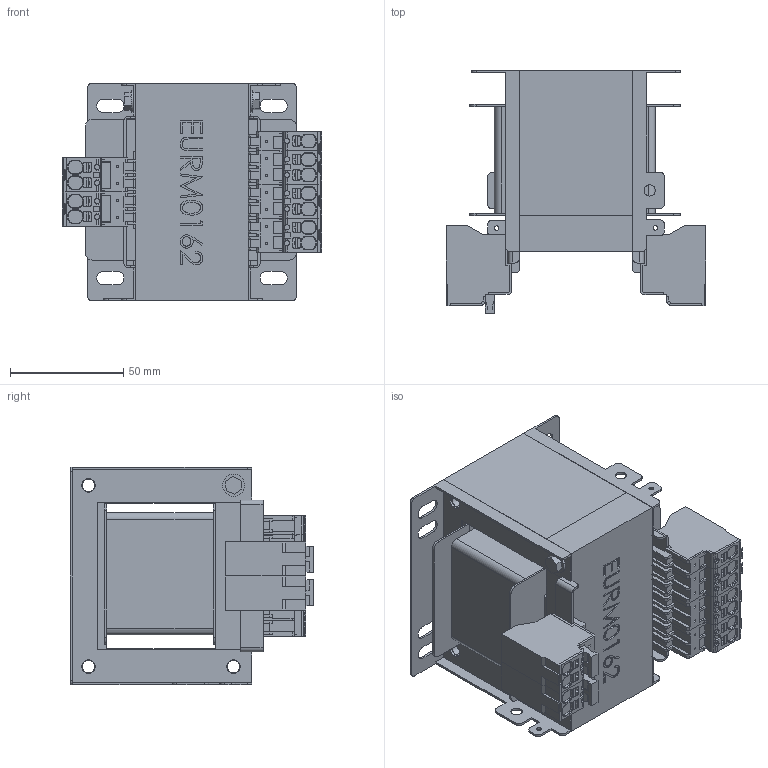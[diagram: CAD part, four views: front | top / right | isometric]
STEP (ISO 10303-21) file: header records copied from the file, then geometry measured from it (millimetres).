
FILE_DESCRIPTION (( 'STEP AP203' ), '1' );
FILE_NAME ('EURM0162.STEP', '2024-07-08T11:54:14', ( 'Utilisateur Windows' ), ( '' ), 'SwSTEP 2.0', 'SolidWorks 2023', '' );
FILE_SCHEMA (( 'CONFIG_CONTROL_DESIGN' ));
Length unit declared in the file: millimetre
Products named in the file (12): Vis tete hexa M4; Cadre pour borne wago 80x96; Conta clip PTKS 4-2 Couvercle; Tôle monophasée 80 x 96 - I - 50; Tôle monophasée 80 x 96 - E - 50; EURM0162; Carcasse mono Ref 205; Rondelle M4; Conta clip PTKS 4-2; Conta clip PTKS 4-3 Couvercle; Conta clip PTKS Cavalier; Conta clip PTKS 4-1
Assembly tree (22 placements, depth 2):
  EURM0162
    Cadre pour borne wago 80x96  x2
    Carcasse mono Ref 205
    Conta clip PTKS Cavalier  x2
    Conta clip PTKS 4-2  x5
    Conta clip PTKS 4-1
    Conta clip PTKS 4-2 Couvercle  x4
    Vis tete hexa M4  x2
    Rondelle M4  x2
    Tôle monophasée 80 x 96 - I - 50
    Tôle monophasée 80 x 96 - E - 50
    Conta clip PTKS 4-3 Couvercle
Bounding box: 114.6 x 107.3 x 96 mm (x, y, z)
Volume: 484261.2 mm3; surface area: 167116.1 mm2
Topology: 22 solids, 22 shells, 2936 faces, 8249 edges, 5453 vertices
Faces by surface type: plane 2121, cylinder 700, bspline 59, cone 44, torus 12
Entity records: 39291 total; most frequent: CARTESIAN_POINT 9287, ORIENTED_EDGE 6166, DIRECTION 5540, EDGE_CURVE 3083, VECTOR 2442, LINE 2442, VERTEX_POINT 2039, AXIS2_PLACEMENT_3D 1549
